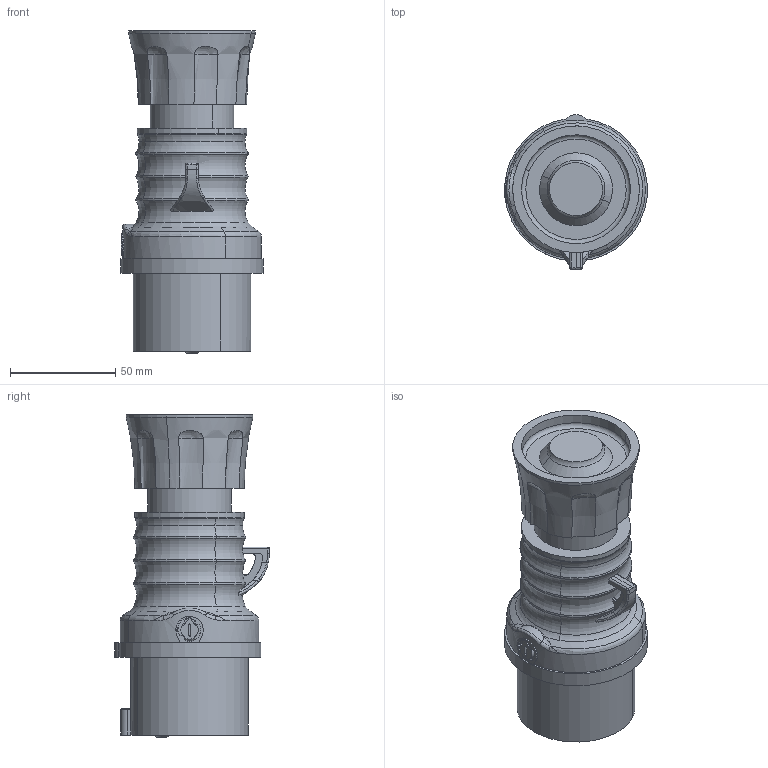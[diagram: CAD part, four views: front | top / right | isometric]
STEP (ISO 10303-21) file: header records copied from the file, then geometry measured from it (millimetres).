
FILE_DESCRIPTION((''),'2;1');
FILE_NAME('GW60009H_SW0001','2020-07-22T11:10:47',('User'),('Technoprobe spa'),'CREO PARAMETRIC BY PTC INC, 2019471','CREO PARAMETRIC BY PTC INC, 2019471','');
FILE_SCHEMA(('CONFIG_CONTROL_DESIGN'));
Length unit declared in the file: millimetre
Products named in the file (1): GW60009H_SW0001
Bounding box: 67.88 x 73.65 x 153.41 mm (x, y, z)
Volume: 284052 mm3; surface area: 46876.3 mm2
Topology: 1 solids, 1 shells, 226 faces, 571 edges, 363 vertices
Faces by surface type: plane 63, bspline 53, cylinder 40, cone 36, torus 34
Entity records: 10951 total; most frequent: CARTESIAN_POINT 5827, ORIENTED_EDGE 1138, DIRECTION 959, EDGE_CURVE 569, AXIS2_PLACEMENT_3D 409, VERTEX_POINT 363, EDGE_LOOP 246, CIRCLE 236
